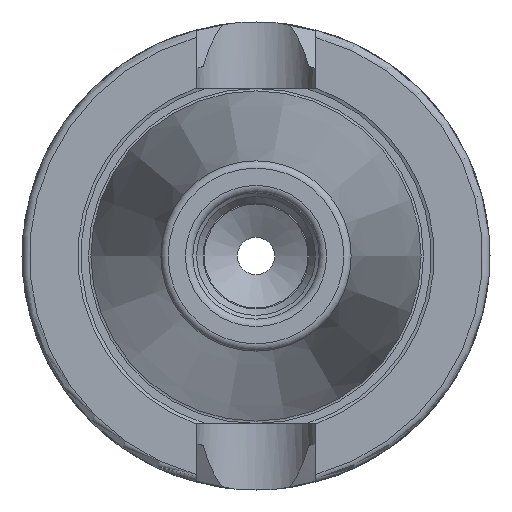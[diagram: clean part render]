
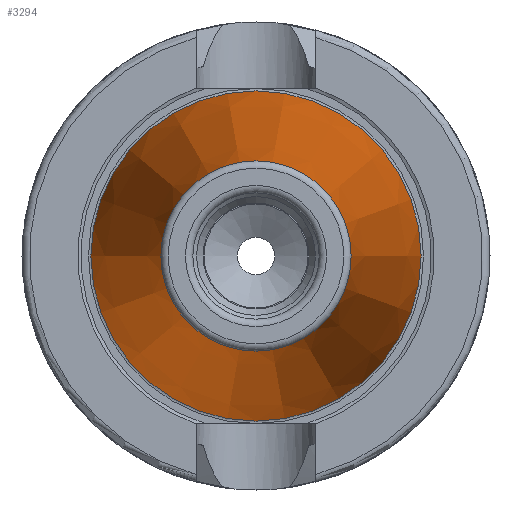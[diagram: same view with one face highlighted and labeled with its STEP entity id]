
A CAD part, left-side view. The second image highlights one B-rep face of the part: STEP entity #3294.
In plain terms, the highlighted conical face has half-angle 8.297 degrees and reference radius 17.519 mm.
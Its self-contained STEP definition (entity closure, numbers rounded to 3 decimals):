
#3260=CARTESIAN_POINT('',(-64.544,12.812,0.0));
#3261=VERTEX_POINT('',#3260);
#3262=CARTESIAN_POINT('',(-64.544,0.,0.0));
#3263=DIRECTION('',(1.0,0.0,0.0));
#3264=DIRECTION('',(0.0,1.0,0.0));
#3265=AXIS2_PLACEMENT_3D('',#3262,#3263,#3264);
#3266=CIRCLE('',#3265,12.812);
#3267=EDGE_CURVE('',#3261,#3261,#3266,.T.);
#3275=CARTESIAN_POINT('',(-32.272,0.,0.0));
#3276=DIRECTION('',(1.0,0.0,0.0));
#3277=DIRECTION('',(0.0,1.0,0.0));
#3278=AXIS2_PLACEMENT_3D('',#3275,#3276,#3277);
#3279=CONICAL_SURFACE('',#3278,17.519,8.297);
#3280=CARTESIAN_POINT('',(0.,22.225,0.0));
#3281=VERTEX_POINT('',#3280);
#3282=CARTESIAN_POINT('',(0.,0.,0.0));
#3283=DIRECTION('',(1.0,0.0,0.0));
#3284=DIRECTION('',(0.0,1.0,0.0));
#3285=AXIS2_PLACEMENT_3D('',#3282,#3283,#3284);
#3286=CIRCLE('',#3285,22.225);
#3287=EDGE_CURVE('',#3281,#3281,#3286,.T.);
#3288=ORIENTED_EDGE('',*,*,#3287,.F.);
#3289=EDGE_LOOP('',(#3288));
#3290=FACE_OUTER_BOUND('',#3289,.T.);
#3291=ORIENTED_EDGE('',*,*,#3267,.T.);
#3292=EDGE_LOOP('',(#3291));
#3293=FACE_BOUND('',#3292,.T.);
#3294=ADVANCED_FACE('',(#3290,#3293),#3279,.T.);
